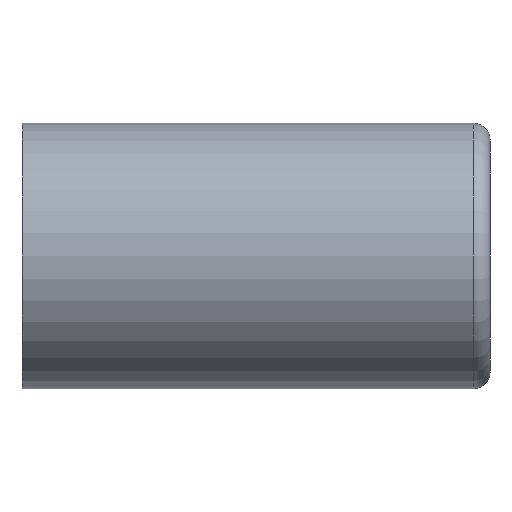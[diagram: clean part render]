
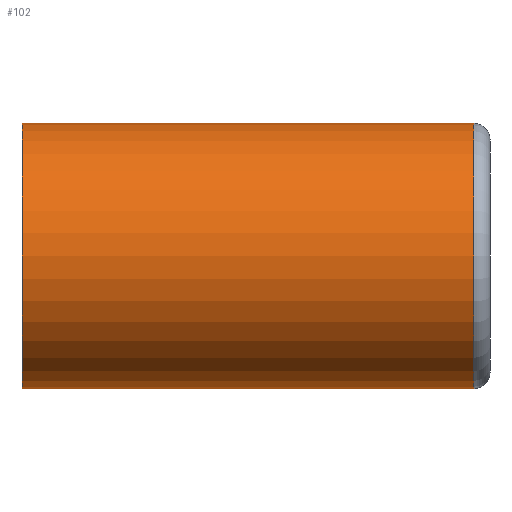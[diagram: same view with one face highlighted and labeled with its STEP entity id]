
A CAD part, left-side view. The second image highlights one B-rep face of the part: STEP entity #102.
In plain terms, the highlighted cylindrical face has radius 20.701 mm (diameter 41.402 mm), a partial arc.
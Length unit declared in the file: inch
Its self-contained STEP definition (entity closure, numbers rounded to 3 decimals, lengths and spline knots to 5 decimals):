
#9 = LINE ( 'NONE', #245, #112 ) ;
#10 = LINE ( 'NONE', #274, #91 ) ;
#11 = VERTEX_POINT ( 'NONE', #333 ) ;
#64 = DIRECTION ( 'NONE',  ( 0., 0., 1. ) ) ;
#65 = VERTEX_POINT ( 'NONE', #299 ) ;
#70 = CARTESIAN_POINT ( 'NONE',  ( 0., 0.1, 0.815 ) ) ;
#73 = DIRECTION ( 'NONE',  ( 0., -1., 0. ) ) ;
#84 = EDGE_CURVE ( 'NONE', #65, #152, #9, .T. ) ;
#91 = VECTOR ( 'NONE', #259, 39.37008 ) ;
#102 = ADVANCED_FACE ( 'NONE', ( #223 ), #222, .T. ) ;
#103 = EDGE_LOOP ( 'NONE', ( #298, #331, #337, #237 ) ) ;
#112 = VECTOR ( 'NONE', #249, 39.37008 ) ;
#115 = DIRECTION ( 'NONE',  ( 0., 1., 0. ) ) ;
#116 = CARTESIAN_POINT ( 'NONE',  ( 0., 2.875, -0.815 ) ) ;
#133 = EDGE_CURVE ( 'NONE', #11, #152, #166, .T. ) ;
#148 = CIRCLE ( 'NONE', #250, 0.815 ) ;
#151 = CARTESIAN_POINT ( 'NONE',  ( 0., 0.125, 0. ) ) ;
#152 = VERTEX_POINT ( 'NONE', #70 ) ;
#166 = CIRCLE ( 'NONE', #213, 0.815 ) ;
#169 = EDGE_CURVE ( 'NONE', #184, #11, #10, .T. ) ;
#184 = VERTEX_POINT ( 'NONE', #116 ) ;
#210 = DIRECTION ( 'NONE',  ( 0., 0., 1. ) ) ;
#213 = AXIS2_PLACEMENT_3D ( 'NONE', #297, #115, #64 ) ;
#222 = CYLINDRICAL_SURFACE ( 'NONE', #268, 0.815 ) ;
#223 = FACE_OUTER_BOUND ( 'NONE', #103, .T. ) ;
#237 = ORIENTED_EDGE ( 'NONE', *, *, #133, .T. ) ;
#240 = EDGE_CURVE ( 'NONE', #184, #65, #148, .T. ) ;
#245 = CARTESIAN_POINT ( 'NONE',  ( 0., 0.125, 0.815 ) ) ;
#249 = DIRECTION ( 'NONE',  ( 0., -1., 0. ) ) ;
#250 = AXIS2_PLACEMENT_3D ( 'NONE', #279, #328, #210 ) ;
#259 = DIRECTION ( 'NONE',  ( 0., -1., 0. ) ) ;
#268 = AXIS2_PLACEMENT_3D ( 'NONE', #151, #73, #303 ) ;
#274 = CARTESIAN_POINT ( 'NONE',  ( 0., 0.125, -0.815 ) ) ;
#279 = CARTESIAN_POINT ( 'NONE',  ( 0., 2.875, 0. ) ) ;
#297 = CARTESIAN_POINT ( 'NONE',  ( 0., 0.1, 0. ) ) ;
#298 = ORIENTED_EDGE ( 'NONE', *, *, #84, .F. ) ;
#299 = CARTESIAN_POINT ( 'NONE',  ( 0., 2.875, 0.815 ) ) ;
#303 = DIRECTION ( 'NONE',  ( 0., 0., -1. ) ) ;
#328 = DIRECTION ( 'NONE',  ( 0., 1., 0. ) ) ;
#331 = ORIENTED_EDGE ( 'NONE', *, *, #240, .F. ) ;
#333 = CARTESIAN_POINT ( 'NONE',  ( 0., 0.1, -0.815 ) ) ;
#337 = ORIENTED_EDGE ( 'NONE', *, *, #169, .T. ) ;
